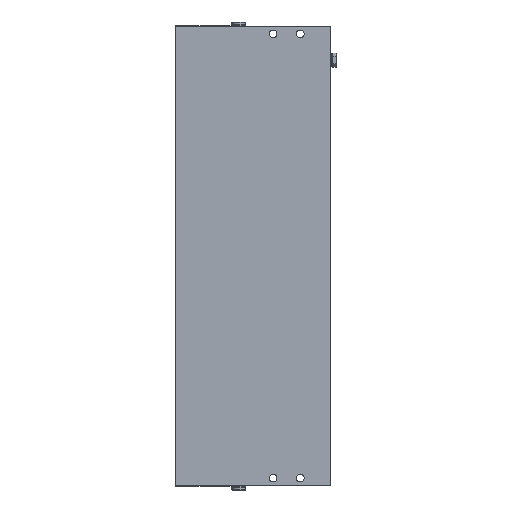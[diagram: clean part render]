
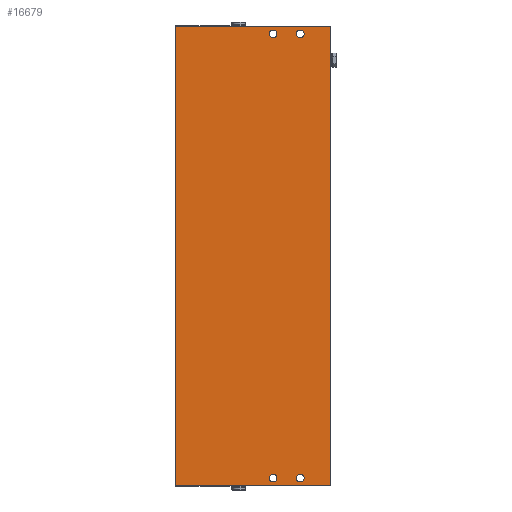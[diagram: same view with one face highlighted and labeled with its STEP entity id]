
A CAD part, front view. The second image highlights one B-rep face of the part: STEP entity #16679.
In plain terms, the highlighted planar face has unit normal (0, -1, 0).
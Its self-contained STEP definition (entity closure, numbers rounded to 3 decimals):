
#1253=CIRCLE('',#18618,2.25);
#1254=CIRCLE('',#18619,2.25);
#1255=CIRCLE('',#18620,2.25);
#1256=CIRCLE('',#18621,2.25);
#2594=ORIENTED_EDGE('',*,*,#6639,.T.);
#2595=ORIENTED_EDGE('',*,*,#6640,.T.);
#2596=ORIENTED_EDGE('',*,*,#6641,.T.);
#2597=ORIENTED_EDGE('',*,*,#6642,.T.);
#2598=ORIENTED_EDGE('',*,*,#6643,.T.);
#2599=ORIENTED_EDGE('',*,*,#6644,.F.);
#2600=ORIENTED_EDGE('',*,*,#6594,.F.);
#2601=ORIENTED_EDGE('',*,*,#6062,.T.);
#6062=EDGE_CURVE('',#8090,#8089,#9798,.T.);
#6594=EDGE_CURVE('',#8090,#8620,#9969,.T.);
#6639=EDGE_CURVE('',#8658,#8658,#1253,.T.);
#6640=EDGE_CURVE('',#8659,#8659,#1254,.T.);
#6641=EDGE_CURVE('',#8660,#8660,#1255,.T.);
#6642=EDGE_CURVE('',#8661,#8661,#1256,.T.);
#6643=EDGE_CURVE('',#8089,#8662,#9992,.T.);
#6644=EDGE_CURVE('',#8620,#8662,#9993,.T.);
#8089=VERTEX_POINT('',#26229);
#8090=VERTEX_POINT('',#26231);
#8620=VERTEX_POINT('',#27295);
#8658=VERTEX_POINT('',#27412);
#8659=VERTEX_POINT('',#27414);
#8660=VERTEX_POINT('',#27416);
#8661=VERTEX_POINT('',#27418);
#8662=VERTEX_POINT('',#27420);
#9798=LINE('',#26230,#10618);
#9969=LINE('',#27294,#10789);
#9992=LINE('',#27419,#10812);
#9993=LINE('',#27421,#10813);
#10618=VECTOR('',#20626,1000.);
#10789=VECTOR('',#21523,1000.);
#10812=VECTOR('',#21602,1000.);
#10813=VECTOR('',#21603,1000.);
#11808=EDGE_LOOP('',(#2594));
#11809=EDGE_LOOP('',(#2595));
#11810=EDGE_LOOP('',(#2596));
#11811=EDGE_LOOP('',(#2597));
#11812=EDGE_LOOP('',(#2598,#2599,#2600,#2601));
#14128=FACE_BOUND('',#11808,.T.);
#14129=FACE_BOUND('',#11809,.T.);
#14130=FACE_BOUND('',#11810,.T.);
#14131=FACE_BOUND('',#11811,.T.);
#14132=FACE_BOUND('',#11812,.T.);
#16129=PLANE('',#18617);
#16679=ADVANCED_FACE('',(#14128,#14129,#14130,#14131,#14132),#16129,.F.);
#18617=AXIS2_PLACEMENT_3D('',#27410,#21592,#21593);
#18618=AXIS2_PLACEMENT_3D('',#27411,#21594,#21595);
#18619=AXIS2_PLACEMENT_3D('',#27413,#21596,#21597);
#18620=AXIS2_PLACEMENT_3D('',#27415,#21598,#21599);
#18621=AXIS2_PLACEMENT_3D('',#27417,#21600,#21601);
#20626=DIRECTION('',(0.,0.,-1.));
#21523=DIRECTION('',(1.,0.,0.));
#21592=DIRECTION('',(0.,1.,0.));
#21593=DIRECTION('',(0.,0.,1.));
#21594=DIRECTION('',(0.,1.,0.));
#21595=DIRECTION('',(1.,0.,0.));
#21596=DIRECTION('',(0.,1.,0.));
#21597=DIRECTION('',(1.,0.,0.));
#21598=DIRECTION('',(0.,1.,0.));
#21599=DIRECTION('',(1.,0.,0.));
#21600=DIRECTION('',(0.,1.,0.));
#21601=DIRECTION('',(1.,0.,0.));
#21602=DIRECTION('',(1.,0.,0.));
#21603=DIRECTION('',(0.,0.,-1.));
#26229=CARTESIAN_POINT('',(0.,-23.,0.));
#26230=CARTESIAN_POINT('',(0.,-23.,271.));
#26231=CARTESIAN_POINT('',(0.,-23.,271.));
#27294=CARTESIAN_POINT('',(0.,-23.,271.));
#27295=CARTESIAN_POINT('',(91.5,-23.,271.));
#27410=CARTESIAN_POINT('',(0.,-23.,271.));
#27411=CARTESIAN_POINT('',(33.65,-23.,4.5));
#27412=CARTESIAN_POINT('',(35.9,-23.,4.5));
#27413=CARTESIAN_POINT('',(17.65,-23.,266.5));
#27414=CARTESIAN_POINT('',(19.9,-23.,266.5));
#27415=CARTESIAN_POINT('',(33.65,-23.,266.5));
#27416=CARTESIAN_POINT('',(35.9,-23.,266.5));
#27417=CARTESIAN_POINT('',(17.65,-23.,4.5));
#27418=CARTESIAN_POINT('',(19.9,-23.,4.5));
#27419=CARTESIAN_POINT('',(0.,-23.,0.));
#27420=CARTESIAN_POINT('',(91.5,-23.,0.));
#27421=CARTESIAN_POINT('',(91.5,-23.,271.));
